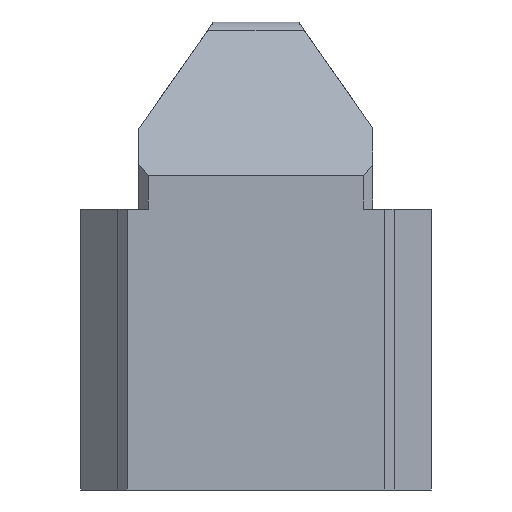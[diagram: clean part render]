
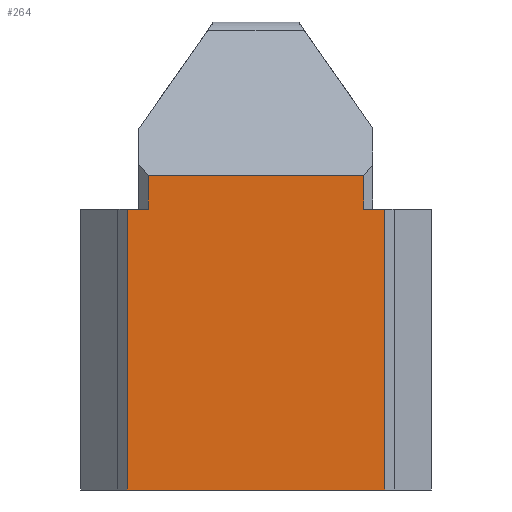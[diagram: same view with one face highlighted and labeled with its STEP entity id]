
A CAD part, front view. The second image highlights one B-rep face of the part: STEP entity #264.
In plain terms, the highlighted planar face has unit normal (0, -1, 0).
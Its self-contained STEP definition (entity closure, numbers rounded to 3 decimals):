
#32 = ORIENTED_EDGE ( 'NONE', *, *, #677, .T. ) ;
#35 = CARTESIAN_POINT ( 'NONE',  ( 5.5, -4.25, -12. ) ) ;
#45 = CARTESIAN_POINT ( 'NONE',  ( 0., -4.25, -12. ) ) ;
#75 = LINE ( 'NONE', #236, #290 ) ;
#80 = LINE ( 'NONE', #397, #661 ) ;
#81 = VERTEX_POINT ( 'NONE', #439 ) ;
#94 = ORIENTED_EDGE ( 'NONE', *, *, #775, .T. ) ;
#100 = EDGE_CURVE ( 'NONE', #716, #358, #910, .T. ) ;
#112 = LINE ( 'NONE', #35, #408 ) ;
#124 = DIRECTION ( 'NONE',  ( -1., 0., 0. ) ) ;
#128 = EDGE_LOOP ( 'NONE', ( #911, #951, #32, #349, #781, #347, #94, #709 ) ) ;
#138 = LINE ( 'NONE', #686, #547 ) ;
#154 = CARTESIAN_POINT ( 'NONE',  ( 5.5, -4.25, -12. ) ) ;
#157 = DIRECTION ( 'NONE',  ( 0., 0., 1. ) ) ;
#167 = LINE ( 'NONE', #877, #256 ) ;
#174 = CARTESIAN_POINT ( 'NONE',  ( -5.5, -4.25, -12. ) ) ;
#193 = DIRECTION ( 'NONE',  ( 1., 0., 0. ) ) ;
#201 = CARTESIAN_POINT ( 'NONE',  ( -4.6, -4.25, 0. ) ) ;
#236 = CARTESIAN_POINT ( 'NONE',  ( 5., -4.25, 1.445 ) ) ;
#243 = DIRECTION ( 'NONE',  ( 0., 0., -1. ) ) ;
#256 = VECTOR ( 'NONE', #975, 1000. ) ;
#264 = ADVANCED_FACE ( 'NONE', ( #747 ), #384, .T. ) ;
#277 = EDGE_CURVE ( 'NONE', #345, #495, #112, .T. ) ;
#290 = VECTOR ( 'NONE', #400, 1000. ) ;
#298 = EDGE_CURVE ( 'NONE', #345, #810, #826, .T. ) ;
#302 = DIRECTION ( 'NONE',  ( 0., 0., -1. ) ) ;
#345 = VERTEX_POINT ( 'NONE', #154 ) ;
#347 = ORIENTED_EDGE ( 'NONE', *, *, #425, .F. ) ;
#349 = ORIENTED_EDGE ( 'NONE', *, *, #298, .F. ) ;
#358 = VERTEX_POINT ( 'NONE', #803 ) ;
#376 = VECTOR ( 'NONE', #124, 1000. ) ;
#379 = EDGE_CURVE ( 'NONE', #81, #716, #75, .T. ) ;
#384 = PLANE ( 'NONE',  #681 ) ;
#397 = CARTESIAN_POINT ( 'NONE',  ( -5.5, -4.25, -12. ) ) ;
#400 = DIRECTION ( 'NONE',  ( -1., 0., 0. ) ) ;
#408 = VECTOR ( 'NONE', #666, 1000. ) ;
#425 = EDGE_CURVE ( 'NONE', #434, #495, #167, .T. ) ;
#434 = VERTEX_POINT ( 'NONE', #948 ) ;
#439 = CARTESIAN_POINT ( 'NONE',  ( 4.6, -4.25, 1.445 ) ) ;
#444 = DIRECTION ( 'NONE',  ( 0., 0., -1. ) ) ;
#482 = CARTESIAN_POINT ( 'NONE',  ( -4.6, -4.25, 1.445 ) ) ;
#495 = VERTEX_POINT ( 'NONE', #586 ) ;
#509 = VECTOR ( 'NONE', #157, 1000. ) ;
#546 = VERTEX_POINT ( 'NONE', #1008 ) ;
#547 = VECTOR ( 'NONE', #193, 1000. ) ;
#586 = CARTESIAN_POINT ( 'NONE',  ( 5.5, -4.25, 0. ) ) ;
#661 = VECTOR ( 'NONE', #243, 1000. ) ;
#666 = DIRECTION ( 'NONE',  ( 0., 0., 1. ) ) ;
#677 = EDGE_CURVE ( 'NONE', #546, #810, #80, .T. ) ;
#681 = AXIS2_PLACEMENT_3D ( 'NONE', #45, #1000, #302 ) ;
#686 = CARTESIAN_POINT ( 'NONE',  ( 0., -4.25, 0. ) ) ;
#709 = ORIENTED_EDGE ( 'NONE', *, *, #379, .T. ) ;
#716 = VERTEX_POINT ( 'NONE', #482 ) ;
#747 = FACE_OUTER_BOUND ( 'NONE', #128, .T. ) ;
#775 = EDGE_CURVE ( 'NONE', #434, #81, #860, .T. ) ;
#781 = ORIENTED_EDGE ( 'NONE', *, *, #277, .T. ) ;
#803 = CARTESIAN_POINT ( 'NONE',  ( -4.6, -4.25, 0. ) ) ;
#810 = VERTEX_POINT ( 'NONE', #174 ) ;
#826 = LINE ( 'NONE', #983, #376 ) ;
#860 = LINE ( 'NONE', #955, #509 ) ;
#877 = CARTESIAN_POINT ( 'NONE',  ( 0., -4.25, 0. ) ) ;
#891 = EDGE_CURVE ( 'NONE', #546, #358, #138, .T. ) ;
#910 = LINE ( 'NONE', #201, #956 ) ;
#911 = ORIENTED_EDGE ( 'NONE', *, *, #100, .T. ) ;
#948 = CARTESIAN_POINT ( 'NONE',  ( 4.6, -4.25, 0. ) ) ;
#951 = ORIENTED_EDGE ( 'NONE', *, *, #891, .F. ) ;
#955 = CARTESIAN_POINT ( 'NONE',  ( 4.6, -4.25, -12. ) ) ;
#956 = VECTOR ( 'NONE', #444, 1000. ) ;
#975 = DIRECTION ( 'NONE',  ( 1., 0., 0. ) ) ;
#983 = CARTESIAN_POINT ( 'NONE',  ( 0., -4.25, -12. ) ) ;
#1000 = DIRECTION ( 'NONE',  ( 0., -1., 0. ) ) ;
#1008 = CARTESIAN_POINT ( 'NONE',  ( -5.5, -4.25, 0. ) ) ;
